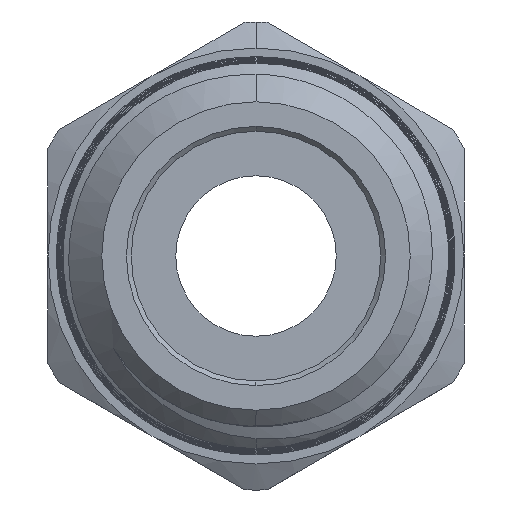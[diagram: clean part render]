
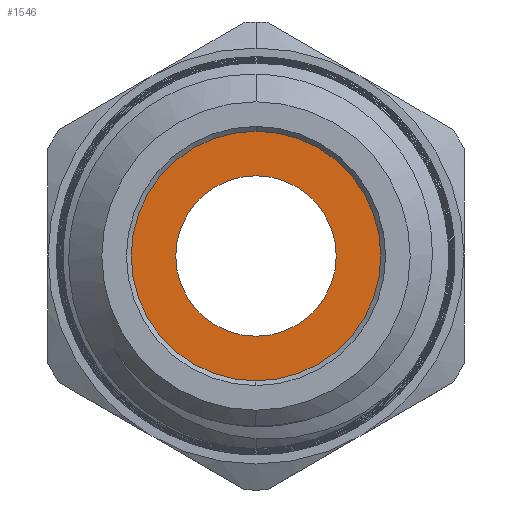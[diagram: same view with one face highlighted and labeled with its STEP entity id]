
A CAD part, left-side view. The second image highlights one B-rep face of the part: STEP entity #1546.
In plain terms, the highlighted face is planar.
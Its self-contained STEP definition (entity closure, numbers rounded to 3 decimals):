
#63=FACE_BOUND('',#285,.T.);
#74=PLANE('',#1679);
#95=CIRCLE('',#1608,4.286);
#102=CIRCLE('',#1637,4.286);
#119=CIRCLE('',#1680,6.668);
#120=CIRCLE('',#1681,6.668);
#191=FACE_OUTER_BOUND('',#284,.T.);
#284=EDGE_LOOP('',(#1257,#1258));
#285=EDGE_LOOP('',(#1259,#1260));
#580=VERTEX_POINT('',#2375);
#581=VERTEX_POINT('',#2377);
#649=VERTEX_POINT('',#6356);
#650=VERTEX_POINT('',#6357);
#744=EDGE_CURVE('',#580,#581,#95,.T.);
#813=EDGE_CURVE('',#581,#580,#102,.T.);
#863=EDGE_CURVE('',#649,#650,#119,.T.);
#864=EDGE_CURVE('',#650,#649,#120,.T.);
#1257=ORIENTED_EDGE('',*,*,#863,.T.);
#1258=ORIENTED_EDGE('',*,*,#864,.T.);
#1259=ORIENTED_EDGE('',*,*,#813,.F.);
#1260=ORIENTED_EDGE('',*,*,#744,.F.);
#1546=ADVANCED_FACE('',(#191,#63),#74,.F.);
#1608=AXIS2_PLACEMENT_3D('',#2378,#1794,#1795);
#1637=AXIS2_PLACEMENT_3D('',#6209,#1872,#1873);
#1679=AXIS2_PLACEMENT_3D('',#6355,#1966,#1967);
#1680=AXIS2_PLACEMENT_3D('',#6358,#1968,#1969);
#1681=AXIS2_PLACEMENT_3D('',#6359,#1970,#1971);
#1794=DIRECTION('center_axis',(0.,0.,-1.));
#1795=DIRECTION('ref_axis',(0.,-1.,0.));
#1872=DIRECTION('center_axis',(0.,0.,-1.));
#1873=DIRECTION('ref_axis',(0.,-1.,0.));
#1966=DIRECTION('center_axis',(0.,0.,1.));
#1967=DIRECTION('ref_axis',(0.,1.,0.));
#1968=DIRECTION('center_axis',(0.,0.,-1.));
#1969=DIRECTION('ref_axis',(0.,-1.,0.));
#1970=DIRECTION('center_axis',(0.,0.,-1.));
#1971=DIRECTION('ref_axis',(0.,-1.,0.));
#2375=CARTESIAN_POINT('',(0.,4.286,16.743));
#2377=CARTESIAN_POINT('',(0.,-4.286,16.743));
#2378=CARTESIAN_POINT('Origin',(0.,0.,16.743));
#6209=CARTESIAN_POINT('Origin',(0.,0.,16.743));
#6355=CARTESIAN_POINT('Origin',(0.,4.286,16.743));
#6356=CARTESIAN_POINT('',(0.,-6.667,16.743));
#6357=CARTESIAN_POINT('',(0.,6.668,16.743));
#6358=CARTESIAN_POINT('Origin',(0.,0.,16.743));
#6359=CARTESIAN_POINT('Origin',(0.,0.,16.743));
